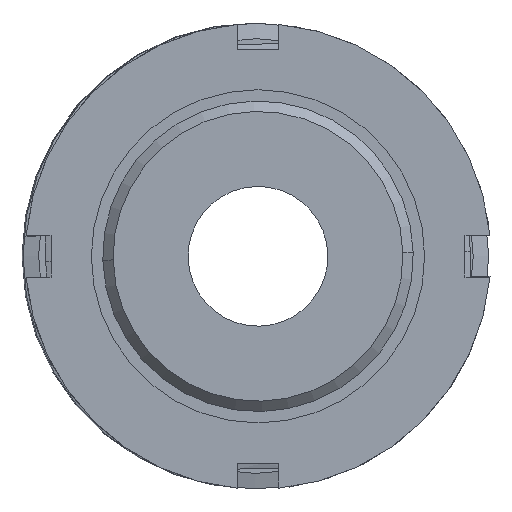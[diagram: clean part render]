
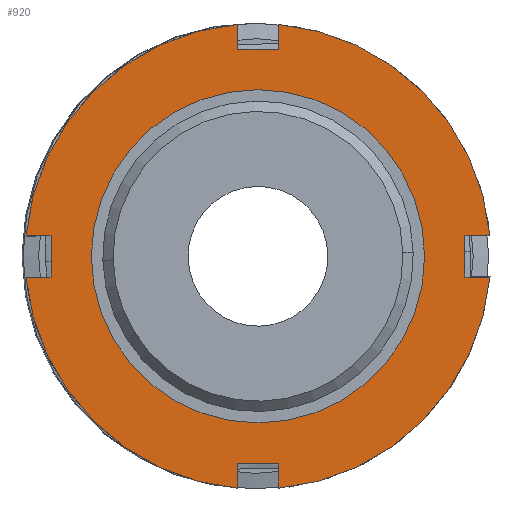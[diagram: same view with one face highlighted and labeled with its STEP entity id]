
A CAD part, front view. The second image highlights one B-rep face of the part: STEP entity #920.
In plain terms, the highlighted planar face has unit normal (0, -1, 0).
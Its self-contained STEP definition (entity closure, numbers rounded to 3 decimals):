
#47 = DIRECTION ( 'NONE',  ( 0., 1., 0. ) ) ;
#58 = LINE ( 'NONE', #924, #1859 ) ;
#87 = CARTESIAN_POINT ( 'NONE',  ( 2., -37., 22.411 ) ) ;
#102 = EDGE_CURVE ( 'NONE', #2114, #3194, #2537, .T. ) ;
#117 = DIRECTION ( 'NONE',  ( 0., 0., -1. ) ) ;
#136 = DIRECTION ( 'NONE',  ( 0., 0., 1. ) ) ;
#137 = VECTOR ( 'NONE', #1977, 1000. ) ;
#161 = EDGE_CURVE ( 'NONE', #2628, #1083, #192, .T. ) ;
#192 = LINE ( 'NONE', #3021, #450 ) ;
#222 = ORIENTED_EDGE ( 'NONE', *, *, #860, .T. ) ;
#232 = CARTESIAN_POINT ( 'NONE',  ( 2., -37., 0. ) ) ;
#238 = DIRECTION ( 'NONE',  ( 0., 0., 1. ) ) ;
#245 = CARTESIAN_POINT ( 'NONE',  ( 16.1, -37., -2. ) ) ;
#275 = ORIENTED_EDGE ( 'NONE', *, *, #1688, .F. ) ;
#341 = LINE ( 'NONE', #3142, #2851 ) ;
#350 = VECTOR ( 'NONE', #729, 1000. ) ;
#357 = CARTESIAN_POINT ( 'NONE',  ( -20., -37., 0. ) ) ;
#369 = LINE ( 'NONE', #232, #137 ) ;
#396 = CIRCLE ( 'NONE', #834, 22.5 ) ;
#415 = CARTESIAN_POINT ( 'NONE',  ( -2., -37., 20. ) ) ;
#433 = ORIENTED_EDGE ( 'NONE', *, *, #3181, .T. ) ;
#440 = EDGE_CURVE ( 'NONE', #2236, #1408, #1001, .T. ) ;
#450 = VECTOR ( 'NONE', #505, 1000. ) ;
#456 = VERTEX_POINT ( 'NONE', #2207 ) ;
#472 = CARTESIAN_POINT ( 'NONE',  ( 16.1, -37., 0. ) ) ;
#487 = CARTESIAN_POINT ( 'NONE',  ( 0., -37., 16.1 ) ) ;
#505 = DIRECTION ( 'NONE',  ( 1., 0., 0. ) ) ;
#517 = ORIENTED_EDGE ( 'NONE', *, *, #1559, .T. ) ;
#519 = CIRCLE ( 'NONE', #2128, 22.5 ) ;
#524 = VECTOR ( 'NONE', #2740, 1000. ) ;
#546 = CARTESIAN_POINT ( 'NONE',  ( -2., -37., 22.411 ) ) ;
#636 = VECTOR ( 'NONE', #900, 1000. ) ;
#659 = ORIENTED_EDGE ( 'NONE', *, *, #2487, .F. ) ;
#705 = DIRECTION ( 'NONE',  ( -1., 0., 0. ) ) ;
#714 = LINE ( 'NONE', #2673, #636 ) ;
#718 = ORIENTED_EDGE ( 'NONE', *, *, #1314, .T. ) ;
#729 = DIRECTION ( 'NONE',  ( 0., 0., 1. ) ) ;
#736 = ORIENTED_EDGE ( 'NONE', *, *, #440, .F. ) ;
#755 = CIRCLE ( 'NONE', #1910, 16.1 ) ;
#785 = CARTESIAN_POINT ( 'NONE',  ( 22.411, -37., -2. ) ) ;
#796 = LINE ( 'NONE', #1127, #1301 ) ;
#813 = VECTOR ( 'NONE', #2983, 1000. ) ;
#834 = AXIS2_PLACEMENT_3D ( 'NONE', #1163, #3185, #1676 ) ;
#860 = EDGE_CURVE ( 'NONE', #3132, #3194, #1627, .T. ) ;
#864 = EDGE_LOOP ( 'NONE', ( #1120, #275, #1445, #222, #997, #659, #3176, #2107, #2395, #1350, #517, #1311, #736, #2778, #1146, #433 ) ) ;
#869 = DIRECTION ( 'NONE',  ( 0., 1., 0. ) ) ;
#897 = CARTESIAN_POINT ( 'NONE',  ( 0., -37., -20. ) ) ;
#900 = DIRECTION ( 'NONE',  ( -1., 0., 0. ) ) ;
#914 = EDGE_CURVE ( 'NONE', #1716, #3132, #1742, .T. ) ;
#920 = ADVANCED_FACE ( 'NONE', ( #2808, #1186 ), #950, .F. ) ;
#924 = CARTESIAN_POINT ( 'NONE',  ( 0., -37., 20. ) ) ;
#950 = PLANE ( 'NONE',  #1124 ) ;
#997 = ORIENTED_EDGE ( 'NONE', *, *, #102, .F. ) ;
#1001 = LINE ( 'NONE', #1220, #813 ) ;
#1042 = AXIS2_PLACEMENT_3D ( 'NONE', #2899, #2637, #2127 ) ;
#1083 = VERTEX_POINT ( 'NONE', #1530 ) ;
#1120 = ORIENTED_EDGE ( 'NONE', *, *, #1517, .F. ) ;
#1124 = AXIS2_PLACEMENT_3D ( 'NONE', #472, #2460, #238 ) ;
#1127 = CARTESIAN_POINT ( 'NONE',  ( 20., -37., 0. ) ) ;
#1130 = DIRECTION ( 'NONE',  ( 0., 0., 1. ) ) ;
#1146 = ORIENTED_EDGE ( 'NONE', *, *, #161, .T. ) ;
#1149 = DIRECTION ( 'NONE',  ( 0., 0., 1. ) ) ;
#1156 = CARTESIAN_POINT ( 'NONE',  ( 0., -37., 0. ) ) ;
#1163 = CARTESIAN_POINT ( 'NONE',  ( 0., -37., 0. ) ) ;
#1182 = DIRECTION ( 'NONE',  ( 1., 0., 0. ) ) ;
#1186 = FACE_OUTER_BOUND ( 'NONE', #864, .T. ) ;
#1207 = CARTESIAN_POINT ( 'NONE',  ( -2., -37., 0. ) ) ;
#1220 = CARTESIAN_POINT ( 'NONE',  ( -2., -37., 0. ) ) ;
#1229 = VERTEX_POINT ( 'NONE', #1624 ) ;
#1258 = DIRECTION ( 'NONE',  ( 0., 1., 0. ) ) ;
#1260 = EDGE_CURVE ( 'NONE', #3101, #2823, #341, .T. ) ;
#1278 = ORIENTED_EDGE ( 'NONE', *, *, #1920, .T. ) ;
#1301 = VECTOR ( 'NONE', #136, 1000. ) ;
#1311 = ORIENTED_EDGE ( 'NONE', *, *, #1456, .T. ) ;
#1314 = EDGE_CURVE ( 'NONE', #2135, #2113, #2720, .T. ) ;
#1349 = CARTESIAN_POINT ( 'NONE',  ( -2., -37., -20. ) ) ;
#1350 = ORIENTED_EDGE ( 'NONE', *, *, #3141, .F. ) ;
#1383 = VERTEX_POINT ( 'NONE', #1410 ) ;
#1397 = CARTESIAN_POINT ( 'NONE',  ( 20., -37., 2. ) ) ;
#1408 = VERTEX_POINT ( 'NONE', #415 ) ;
#1410 = CARTESIAN_POINT ( 'NONE',  ( -22.411, -37., -2. ) ) ;
#1430 = LINE ( 'NONE', #245, #524 ) ;
#1445 = ORIENTED_EDGE ( 'NONE', *, *, #914, .T. ) ;
#1456 = EDGE_CURVE ( 'NONE', #2729, #1408, #58, .T. ) ;
#1503 = AXIS2_PLACEMENT_3D ( 'NONE', #2767, #1258, #2109 ) ;
#1517 = EDGE_CURVE ( 'NONE', #1383, #456, #1430, .T. ) ;
#1530 = CARTESIAN_POINT ( 'NONE',  ( -20., -37., 2. ) ) ;
#1559 = EDGE_CURVE ( 'NONE', #3244, #2729, #369, .T. ) ;
#1619 = DIRECTION ( 'NONE',  ( 0., 1., 0. ) ) ;
#1621 = VERTEX_POINT ( 'NONE', #785 ) ;
#1624 = CARTESIAN_POINT ( 'NONE',  ( 20., -37., -2. ) ) ;
#1627 = LINE ( 'NONE', #897, #2728 ) ;
#1652 = EDGE_LOOP ( 'NONE', ( #718, #1278 ) ) ;
#1676 = DIRECTION ( 'NONE',  ( 0., 0., 1. ) ) ;
#1688 = EDGE_CURVE ( 'NONE', #1716, #1383, #2601, .T. ) ;
#1716 = VERTEX_POINT ( 'NONE', #2613 ) ;
#1725 = VECTOR ( 'NONE', #117, 1000. ) ;
#1740 = CARTESIAN_POINT ( 'NONE',  ( 2., -37., -22.411 ) ) ;
#1742 = LINE ( 'NONE', #1207, #2447 ) ;
#1849 = CARTESIAN_POINT ( 'NONE',  ( 2., -37., 20. ) ) ;
#1856 = EDGE_CURVE ( 'NONE', #2628, #2236, #519, .T. ) ;
#1859 = VECTOR ( 'NONE', #705, 1000. ) ;
#1910 = AXIS2_PLACEMENT_3D ( 'NONE', #3140, #1619, #1130 ) ;
#1920 = EDGE_CURVE ( 'NONE', #2113, #2135, #755, .T. ) ;
#1977 = DIRECTION ( 'NONE',  ( 0., 0., -1. ) ) ;
#2035 = DIRECTION ( 'NONE',  ( 0., 0., 1. ) ) ;
#2107 = ORIENTED_EDGE ( 'NONE', *, *, #2831, .T. ) ;
#2109 = DIRECTION ( 'NONE',  ( 0., 0., 1. ) ) ;
#2113 = VERTEX_POINT ( 'NONE', #2748 ) ;
#2114 = VERTEX_POINT ( 'NONE', #1740 ) ;
#2117 = DIRECTION ( 'NONE',  ( -1., 0., 0. ) ) ;
#2127 = DIRECTION ( 'NONE',  ( 0., 0., 1. ) ) ;
#2128 = AXIS2_PLACEMENT_3D ( 'NONE', #1156, #869, #1149 ) ;
#2130 = CIRCLE ( 'NONE', #3230, 22.5 ) ;
#2135 = VERTEX_POINT ( 'NONE', #487 ) ;
#2207 = CARTESIAN_POINT ( 'NONE',  ( -20., -37., -2. ) ) ;
#2236 = VERTEX_POINT ( 'NONE', #546 ) ;
#2274 = CARTESIAN_POINT ( 'NONE',  ( 22.411, -37., 2. ) ) ;
#2391 = LINE ( 'NONE', #357, #1725 ) ;
#2395 = ORIENTED_EDGE ( 'NONE', *, *, #1260, .F. ) ;
#2447 = VECTOR ( 'NONE', #2957, 1000. ) ;
#2460 = DIRECTION ( 'NONE',  ( 0., 1., 0. ) ) ;
#2487 = EDGE_CURVE ( 'NONE', #1621, #2114, #396, .T. ) ;
#2537 = LINE ( 'NONE', #2710, #350 ) ;
#2601 = CIRCLE ( 'NONE', #1503, 22.5 ) ;
#2613 = CARTESIAN_POINT ( 'NONE',  ( -2., -37., -22.411 ) ) ;
#2628 = VERTEX_POINT ( 'NONE', #2749 ) ;
#2637 = DIRECTION ( 'NONE',  ( 0., 1., 0. ) ) ;
#2673 = CARTESIAN_POINT ( 'NONE',  ( 16.1, -37., -2. ) ) ;
#2710 = CARTESIAN_POINT ( 'NONE',  ( 2., -37., 0. ) ) ;
#2720 = CIRCLE ( 'NONE', #1042, 16.1 ) ;
#2728 = VECTOR ( 'NONE', #1182, 1000. ) ;
#2729 = VERTEX_POINT ( 'NONE', #1849 ) ;
#2740 = DIRECTION ( 'NONE',  ( 1., 0., 0. ) ) ;
#2748 = CARTESIAN_POINT ( 'NONE',  ( 0., -37., -16.1 ) ) ;
#2749 = CARTESIAN_POINT ( 'NONE',  ( -22.411, -37., 2. ) ) ;
#2767 = CARTESIAN_POINT ( 'NONE',  ( 0., -37., 0. ) ) ;
#2778 = ORIENTED_EDGE ( 'NONE', *, *, #1856, .F. ) ;
#2808 = FACE_BOUND ( 'NONE', #1652, .T. ) ;
#2823 = VERTEX_POINT ( 'NONE', #1397 ) ;
#2831 = EDGE_CURVE ( 'NONE', #1229, #2823, #796, .T. ) ;
#2838 = EDGE_CURVE ( 'NONE', #1621, #1229, #714, .T. ) ;
#2840 = CARTESIAN_POINT ( 'NONE',  ( 2., -37., -20. ) ) ;
#2851 = VECTOR ( 'NONE', #2117, 1000. ) ;
#2899 = CARTESIAN_POINT ( 'NONE',  ( 0., -37., 0. ) ) ;
#2957 = DIRECTION ( 'NONE',  ( 0., 0., 1. ) ) ;
#2983 = DIRECTION ( 'NONE',  ( 0., 0., -1. ) ) ;
#3021 = CARTESIAN_POINT ( 'NONE',  ( 16.1, -37., 2. ) ) ;
#3048 = CARTESIAN_POINT ( 'NONE',  ( 0., -37., 0. ) ) ;
#3101 = VERTEX_POINT ( 'NONE', #2274 ) ;
#3132 = VERTEX_POINT ( 'NONE', #1349 ) ;
#3140 = CARTESIAN_POINT ( 'NONE',  ( 0., -37., 0. ) ) ;
#3141 = EDGE_CURVE ( 'NONE', #3244, #3101, #2130, .T. ) ;
#3142 = CARTESIAN_POINT ( 'NONE',  ( 16.1, -37., 2. ) ) ;
#3176 = ORIENTED_EDGE ( 'NONE', *, *, #2838, .T. ) ;
#3181 = EDGE_CURVE ( 'NONE', #1083, #456, #2391, .T. ) ;
#3185 = DIRECTION ( 'NONE',  ( 0., 1., 0. ) ) ;
#3194 = VERTEX_POINT ( 'NONE', #2840 ) ;
#3230 = AXIS2_PLACEMENT_3D ( 'NONE', #3048, #47, #2035 ) ;
#3244 = VERTEX_POINT ( 'NONE', #87 ) ;
